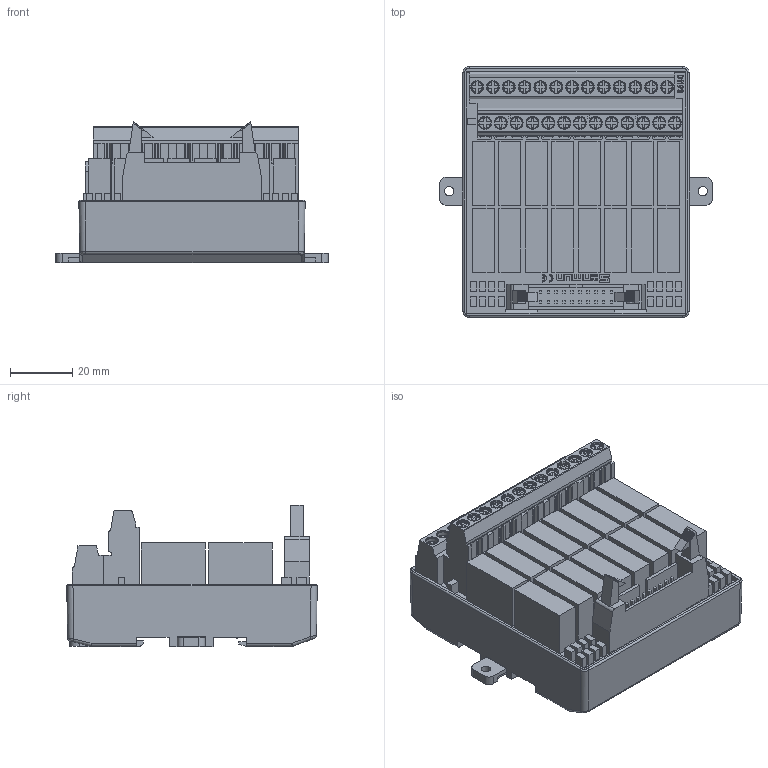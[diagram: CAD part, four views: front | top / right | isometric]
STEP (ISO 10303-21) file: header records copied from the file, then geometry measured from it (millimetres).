
FILE_DESCRIPTION(/* description */ (''),/* implementation_level */ '2;1');
FILE_NAME(/* name */ 'D1193-E.stp',/* time_stamp */ '2024-08-15T16:05:51+08:00',/* author */ (''),/* organization */ (''),/* preprocessor_version */ 'ST-DEVELOPER v14',/* originating_system */ 'SIEMENS PLM Software NX 8.0',/* authorisation */ '');
FILE_SCHEMA (('AUTOMOTIVE_DESIGN { 1 0 10303 214 3 1 1 1 }'));
Length unit declared in the file: millimetre
Products named in the file (1): Admi3268E6A58m1x
Bounding box: 87.37 x 80.4 x 45.25 mm (x, y, z)
Volume: 160920.7 mm3; surface area: 43146.6 mm2
Topology: 3 solids, 6 shells, 1543 faces, 4049 edges, 2674 vertices
Faces by surface type: plane 1256, cylinder 121, torus 78, cone 64, extrusion 14, bspline 10
Full cylindrical faces by diameter (mm): 3 x2, 4.1 x26, 4.13 x26
Entity records: 50486 total; most frequent: CARTESIAN_POINT 11794, ORIENTED_EDGE 7888, DIRECTION 6999, EDGE_CURVE 3944, VECTOR 3219, LINE 3205, VERTEX_POINT 2649, AXIS2_PLACEMENT_3D 1890
